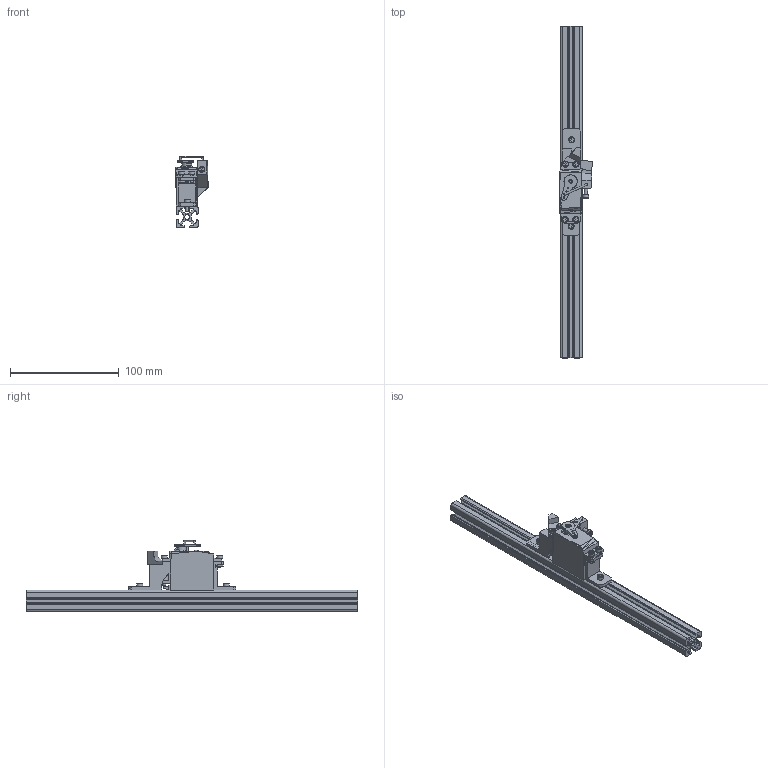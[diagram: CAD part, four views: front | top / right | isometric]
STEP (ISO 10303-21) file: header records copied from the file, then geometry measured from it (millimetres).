
FILE_DESCRIPTION(/* description */ (''),/* implementation_level */ '2;1');
FILE_NAME(/* name */ 'Voron 2.4 cut arm servo mount v17.step',/* time_stamp */ '2023-12-17T17:23:22+08:00',/* author */ (''),/* organization */ (''),/* preprocessor_version */ 'ST-DEVELOPER v20',/* originating_system */ 'Autodesk Translation Framework v12.14.0.127',/* authorisation */ '');
FILE_SCHEMA (('AUTOMOTIVE_DESIGN { 1 0 10303 214 3 1 1 }'));
Length unit declared in the file: millimetre
Products named in the file (14): Voron 2.4 cut arm servo mount; 2020; 5537T911_T-Slotted Framing; Servo; servo_futaba_FP-S148; Mounts; Hexagon Socket Head Cap Screw DIN 912 - M3 x 0.5 x 8 Steel 4.6 Chrome
 v1; Hexagon Socket Head Cap Screw DIN 912 - M3 x 0.5 x 25 Steel 4.6 Chrom
e v1; Hexagon Socket Head Cap Screw DIN 912 - M3 x 0.5 x 8 Steel 4.6 Plain 
v1; Hexagon Thin Nut DIN 439-2 - M3 x 0.5 Steel 6 Plain v1; Swing Arm; Hexagon Socket Head Cap Screw DIN 912 - M3 x 0.5 x 16 Steel 4.6 Plain
 v1; Horn; Link
Assembly tree (16 placements, depth 3):
  Voron 2.4 cut arm servo mount
    2020
      5537T911_T-Slotted Framing
    Servo
      servo_futaba_FP-S148
    Mounts
      Hexagon Socket Head Cap Screw DIN 912 - M3 x 0.5 x 8 Steel 4.6 Chrome
 v1  x2
      Hexagon Socket Head Cap Screw DIN 912 - M3 x 0.5 x 8 Steel 4.6 Plain 
v1  x3
      Hexagon Socket Head Cap Screw DIN 912 - M3 x 0.5 x 25 Steel 4.6 Chrom
e v1
      Hexagon Thin Nut DIN 439-2 - M3 x 0.5 Steel 6 Plain v1
    Swing Arm
      Hexagon Socket Head Cap Screw DIN 912 - M3 x 0.5 x 16 Steel 4.6 Plain
 v1
    Horn
    Link
Bounding box: 29.92 x 304.8 x 65.95 mm (x, y, z)
Volume: 97919.2 mm3; surface area: 69618.3 mm2
Topology: 15 solids, 15 shells, 962 faces, 2415 edges, 1499 vertices
Faces by surface type: plane 785, cylinder 153, cone 11, torus 7, bspline 6
Full cylindrical faces by diameter (mm): 1 x1, 1.6 x3, 2 x1, 2.529 x1, 2.927 x7, 3 x1, 3.2 x10, 4.3 x1, 5.5 x7, 6 x1
Entity records: 27562 total; most frequent: CARTESIAN_POINT 5117, ORIENTED_EDGE 4628, DIRECTION 4446, EDGE_CURVE 2314, LINE 1954, VECTOR 1954, VERTEX_POINT 1442, AXIS2_PLACEMENT_3D 1246
